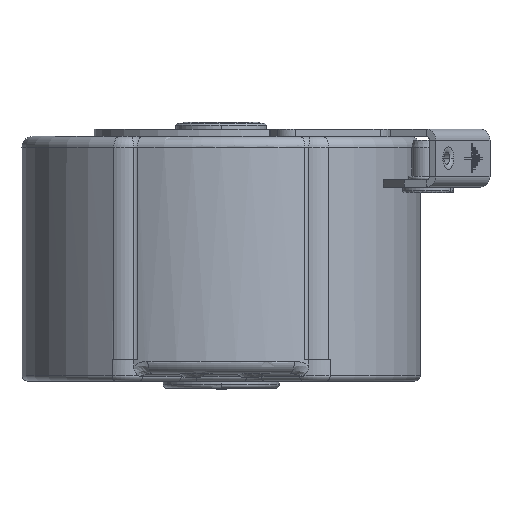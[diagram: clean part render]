
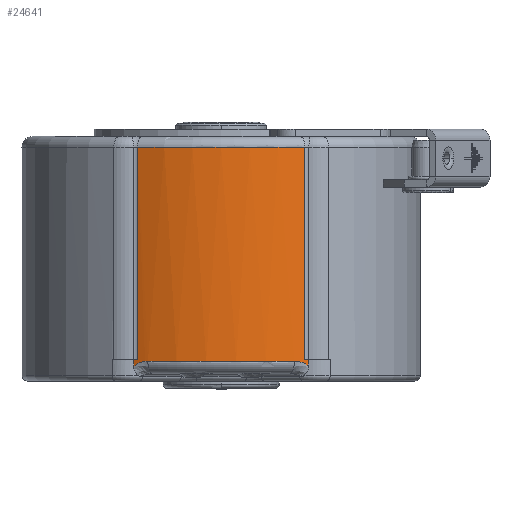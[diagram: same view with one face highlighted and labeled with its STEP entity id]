
A CAD part, front view. The second image highlights one B-rep face of the part: STEP entity #24641.
In plain terms, the highlighted cylindrical face has radius 53 mm (diameter 106 mm), a partial arc.
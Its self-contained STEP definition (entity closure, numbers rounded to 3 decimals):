
#2882=CARTESIAN_POINT('',(0.,0.,8.3));
#2883=DIRECTION('',(0.,0.,-1.));
#2884=DIRECTION('',(0.435,-0.9,0.));
#2885=AXIS2_PLACEMENT_3D('',#2882,#2883,#2884);
#3987=CARTESIAN_POINT('',(0.,0.,-50.2));
#3988=DIRECTION('',(0.,0.,-1.));
#3989=DIRECTION('',(0.455,-0.891,0.));
#3990=AXIS2_PLACEMENT_3D('',#3987,#3988,#3989);
#4013=DIRECTION('',(0.,0.,1.));
#4014=VECTOR('',#4013,1.909);
#4015=CARTESIAN_POINT('',(24.096,-47.206,
-52.109));
#4016=LINE('',#4015,#4014);
#4069=CARTESIAN_POINT('',(20.2,-49.,
-50.7));
#4070=CARTESIAN_POINT('',(20.743,-48.776,
-50.7));
#4071=CARTESIAN_POINT('',(21.753,-48.339,
-50.821));
#4072=CARTESIAN_POINT('',(23.09,-47.712,
-51.325));
#4073=CARTESIAN_POINT('',(23.786,-47.364,
-51.82));
#4074=CARTESIAN_POINT('',(24.096,-47.206,
-52.109));
#4324=CARTESIAN_POINT('',(-24.096,-47.206,
-52.109));
#4325=CARTESIAN_POINT('',(-23.783,-47.365,
-51.818));
#4326=CARTESIAN_POINT('',(-23.081,-47.716,
-51.32));
#4327=CARTESIAN_POINT('',(-21.746,-48.342,
-50.82));
#4328=CARTESIAN_POINT('',(-20.74,-48.777,
-50.7));
#4329=CARTESIAN_POINT('',(-20.2,-49.,
-50.7));
#4366=DIRECTION('',(0.,0.,-1.));
#4367=VECTOR('',#4366,1.909);
#4368=CARTESIAN_POINT('',(-24.096,-47.206,-50.2));
#4369=LINE('',#4368,#4367);
#4395=CARTESIAN_POINT('',(0.,0.,-50.2));
#4396=DIRECTION('',(0.,0.,-1.));
#4397=DIRECTION('',(-0.435,-0.9,0.));
#4398=AXIS2_PLACEMENT_3D('',#4395,#4396,#4397);
#4409=DIRECTION('',(0.,0.,-1.));
#4410=VECTOR('',#4409,58.5);
#4411=CARTESIAN_POINT('',(23.08,-47.711,8.3));
#4412=LINE('',#4411,#4410);
#4413=DIRECTION('',(0.,0.,1.));
#4414=VECTOR('',#4413,58.5);
#4415=CARTESIAN_POINT('',(-23.08,-47.711,-50.2));
#4416=LINE('',#4415,#4414);
#4427=CARTESIAN_POINT('',(0.,0.,-50.7));
#4428=DIRECTION('',(0.,0.,1.));
#4429=DIRECTION('',(-0.381,-0.925,0.));
#4430=AXIS2_PLACEMENT_3D('',#4427,#4428,#4429);
#15026=CARTESIAN_POINT('',(23.08,-47.711,8.3));
#15027=VERTEX_POINT('',#15026);
#15028=CARTESIAN_POINT('',(-23.08,-47.711,8.3));
#15029=VERTEX_POINT('',#15028);
#15139=CARTESIAN_POINT('',(-23.08,-47.711,-50.2));
#15140=VERTEX_POINT('',#15139);
#15143=CARTESIAN_POINT('',(23.08,-47.711,-50.2));
#15144=VERTEX_POINT('',#15143);
#15145=CARTESIAN_POINT('',(24.096,-47.206,-50.2));
#15146=VERTEX_POINT('',#15145);
#15147=CARTESIAN_POINT('',(24.096,-47.206,
-52.109));
#15148=VERTEX_POINT('',#15147);
#15149=VERTEX_POINT('',#4069);
#15150=CARTESIAN_POINT('',(-20.2,-49.,-50.7));
#15151=VERTEX_POINT('',#15150);
#15152=VERTEX_POINT('',#4324);
#15153=CARTESIAN_POINT('',(-24.096,-47.206,-50.2));
#15154=VERTEX_POINT('',#15153);
#24622=CARTESIAN_POINT('',(0.,0.,-54.2));
#24623=DIRECTION('',(0.,0.,1.));
#24624=DIRECTION('',(1.,0.,0.));
#24625=AXIS2_PLACEMENT_3D('',#24622,#24623,#24624);
#24626=CYLINDRICAL_SURFACE('',#24625,53.);
#24628=ORIENTED_EDGE('',*,*,#24627,.T.);
#24629=ORIENTED_EDGE('',*,*,#24107,.F.);
#24630=ORIENTED_EDGE('',*,*,#24126,.F.);
#24631=ORIENTED_EDGE('',*,*,#24234,.F.);
#24633=ORIENTED_EDGE('',*,*,#24632,.F.);
#24634=ORIENTED_EDGE('',*,*,#24523,.F.);
#24635=ORIENTED_EDGE('',*,*,#24567,.F.);
#24636=ORIENTED_EDGE('',*,*,#24587,.F.);
#24637=ORIENTED_EDGE('',*,*,#24613,.T.);
#24638=ORIENTED_EDGE('',*,*,#22158,.F.);
#24639=EDGE_LOOP('',(#24628,#24629,#24630,#24631,#24633,#24634,#24635,#24636,
#24637,#24638));
#24640=FACE_OUTER_BOUND('',#24639,.F.);
#2886=CIRCLE('',#2885,53.);
#3991=CIRCLE('',#3990,53.);
#4075=B_SPLINE_CURVE_WITH_KNOTS('',3,(#4069,#4070,#4071,#4072,#4073,#4074),
.UNSPECIFIED.,.F.,.F.,(4,1,1,4),(0.,0.333,0.667,1.),
.UNSPECIFIED.);
#4330=B_SPLINE_CURVE_WITH_KNOTS('',3,(#4324,#4325,#4326,#4327,#4328,#4329),
.UNSPECIFIED.,.F.,.F.,(4,1,1,4),(0.,0.333,0.667,1.),
.UNSPECIFIED.);
#4399=CIRCLE('',#4398,53.);
#4431=CIRCLE('',#4430,53.);
#22158=EDGE_CURVE('',#15027,#15029,#2886,.T.);
#24107=EDGE_CURVE('',#15146,#15144,#3991,.T.);
#24126=EDGE_CURVE('',#15148,#15146,#4016,.T.);
#24234=EDGE_CURVE('',#15149,#15148,#4075,.T.);
#24523=EDGE_CURVE('',#15152,#15151,#4330,.T.);
#24567=EDGE_CURVE('',#15154,#15152,#4369,.T.);
#24587=EDGE_CURVE('',#15140,#15154,#4399,.T.);
#24613=EDGE_CURVE('',#15140,#15029,#4416,.T.);
#24627=EDGE_CURVE('',#15027,#15144,#4412,.T.);
#24632=EDGE_CURVE('',#15151,#15149,#4431,.T.);
#24641=ADVANCED_FACE('',(#24640),#24626,.T.);
